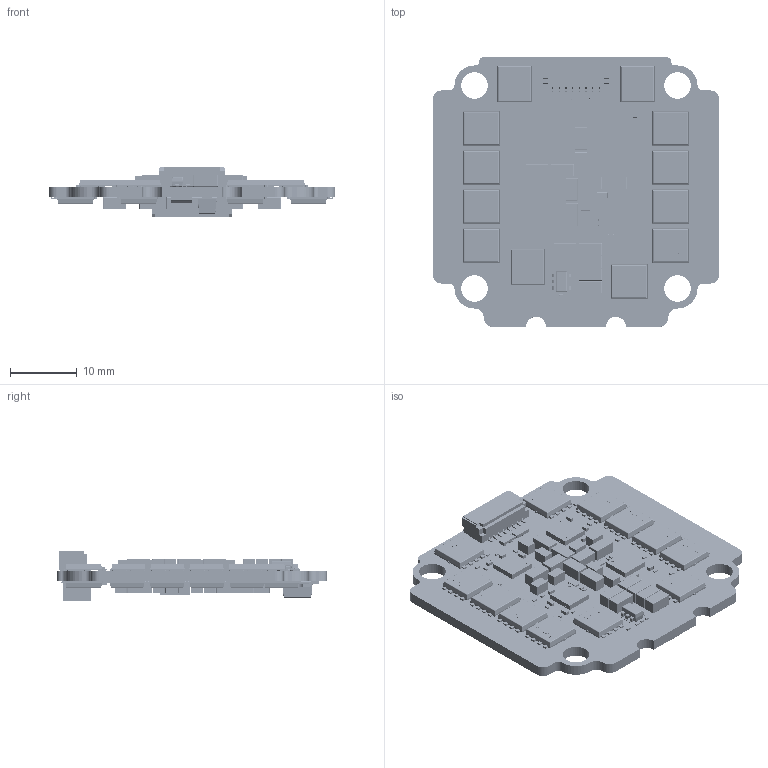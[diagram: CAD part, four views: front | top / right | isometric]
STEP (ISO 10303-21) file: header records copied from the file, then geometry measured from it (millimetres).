
FILE_DESCRIPTION(('Open CASCADE Model'),'2;1');
FILE_NAME('Open CASCADE Shape Model','2024-08-15T18:21:19',('Author'),( 'Open CASCADE'),'Open CASCADE STEP processor 7.5','Open CASCADE 7.5' ,'Unknown');
FILE_SCHEMA(('AUTOMOTIVE_DESIGN { 1 0 10303 214 1 1 1 1 }'));
Length unit declared in the file: millimetre
Products named in the file (379): PCB; BoardARK_4_IN_1_ESC; Open CASCADE STEP translator 7.5 2.1.1; C56ARK_4_IN_1_ESC; 6971195680; Terminal; Open CASCADE STEP translator 7.5 1.1.1; Open CASCADE STEP translator 7.5 1.1.2; Mid Body; Open CASCADE STEP translator 7.5 1.2.1; C7ARK_4_IN_1_ESC; C26ARK_4_IN_1_ESC; 6971197920; C42ARK_4_IN_1_ESC; C41ARK_4_IN_1_ESC; C40ARK_4_IN_1_ESC; C39ARK_4_IN_1_ESC; C38ARK_4_IN_1_ESC; C37ARK_4_IN_1_ESC; C36ARK_4_IN_1_ESC; C35ARK_4_IN_1_ESC; C34ARK_4_IN_1_ESC; C33ARK_4_IN_1_ESC; R5ARK_4_IN_1_ESC; 6971202000; Mid_Body; Open CASCADE STEP translator 6.8 5.2.1; Mark; R4ARK_4_IN_1_ESC; 6971204080; C28ARK_4_IN_1_ESC; 6971196000; Open CASCADE STEP translator 6.8 3.1.1; Open CASCADE STEP translator 6.8 3.1.2; Open CASCADE STEP translator 6.8 3.2.1; R22_A4ARK_4_IN_1_ESC; 6971205200; R22_A3ARK_4_IN_1_ESC; 6971200960; R22_A2ARK_4_IN_1_ESC ...
Assembly tree (822 placements, depth 5):
  PCB
    BoardARK_4_IN_1_ESC
      Open CASCADE STEP translator 7.5 2.1.1
    C56ARK_4_IN_1_ESC
      6971195680
        Terminal
          Open CASCADE STEP translator 7.5 1.1.1
          Open CASCADE STEP translator 7.5 1.1.2
        Mid Body
          Open CASCADE STEP translator 7.5 1.2.1
    C7ARK_4_IN_1_ESC
      6971195680
        Terminal
          Open CASCADE STEP translator 7.5 1.1.1
          Open CASCADE STEP translator 7.5 1.1.2
        Mid Body
          Open CASCADE STEP translator 7.5 1.2.1
    C26ARK_4_IN_1_ESC
      6971197920
        Terminal
          Open CASCADE STEP translator 7.5 1.1.1
          Open CASCADE STEP translator 7.5 1.1.2
        Mid Body
          Open CASCADE STEP translator 7.5 1.2.1
    C42ARK_4_IN_1_ESC
      6971197920
        Terminal
          Open CASCADE STEP translator 7.5 1.1.1
          Open CASCADE STEP translator 7.5 1.1.2
        Mid Body
          Open CASCADE STEP translator 7.5 1.2.1
    C41ARK_4_IN_1_ESC
      6971197920
        Terminal
          Open CASCADE STEP translator 7.5 1.1.1
          Open CASCADE STEP translator 7.5 1.1.2
        Mid Body
          Open CASCADE STEP translator 7.5 1.2.1
    C40ARK_4_IN_1_ESC
      6971197920
        Terminal
          Open CASCADE STEP translator 7.5 1.1.1
          Open CASCADE STEP translator 7.5 1.1.2
        Mid Body
          Open CASCADE STEP translator 7.5 1.2.1
    C39ARK_4_IN_1_ESC
      6971197920
        Terminal
          Open CASCADE STEP translator 7.5 1.1.1
          Open CASCADE STEP translator 7.5 1.1.2
        Mid Body
          Open CASCADE STEP translator 7.5 1.2.1
    C38ARK_4_IN_1_ESC
      6971197920
        Terminal
          Open CASCADE STEP translator 7.5 1.1.1
          Open CASCADE STEP translator 7.5 1.1.2
        Mid Body
          Open CASCADE STEP translator 7.5 1.2.1
    C37ARK_4_IN_1_ESC
Bounding box: 43 x 40.5 x 7.55 mm (x, y, z)
Volume: 4166.2 mm3; surface area: 11791.2 mm2
Topology: 1581 solids, 1589 shells, 20341 faces, 48492 edges, 30664 vertices
Faces by surface type: plane 13782, cylinder 5569, sphere 736, bspline 246, torus 8
Full cylindrical faces by diameter (mm): 0.512 x4, 0.637 x4, 4 x4
Entity records: 77728 total; most frequent: CARTESIAN_POINT 14844, DIRECTION 11972, ORIENTED_EDGE 10316, EDGE_CURVE 5162, LINE 4052, VECTOR 4052, AXIS2_PLACEMENT_3D 3960, VERTEX_POINT 3296
